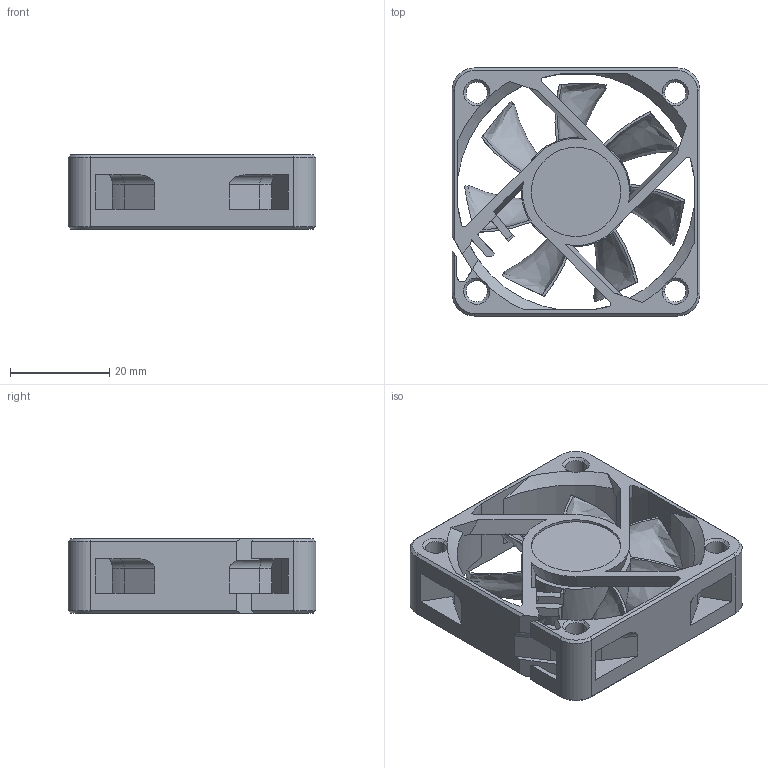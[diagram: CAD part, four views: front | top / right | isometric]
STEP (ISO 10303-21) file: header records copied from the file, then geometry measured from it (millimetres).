
FILE_DESCRIPTION (( 'STEP AP214' ), '1' );
FILE_NAME ('SUNON Fan 50x50x15 mm.STEP', '2019-09-06T16:11:31', ( '' ), ( '' ), 'SwSTEP 2.0', 'SolidWorks 2017', '' );
FILE_SCHEMA (( 'AUTOMOTIVE_DESIGN' ));
Length unit declared in the file: millimetre
Products named in the file (3): Fan-Sunont_50x50x15mm; Fan Wheel; SUNON Fan 50x50x15 mm
Assembly tree (2 placements, depth 2):
  SUNON Fan 50x50x15 mm
    Fan Wheel
    Fan-Sunont_50x50x15mm
Bounding box: 50 x 50 x 15 mm (x, y, z)
Volume: 9627.2 mm3; surface area: 13716.7 mm2
Topology: 2 solids, 2 shells, 235 faces, 641 edges, 408 vertices
Faces by surface type: plane 115, cylinder 50, cone 37, bspline 21, torus 12
Entity records: 8446 total; most frequent: CARTESIAN_POINT 2414, ORIENTED_EDGE 1282, DIRECTION 1217, EDGE_CURVE 641, AXIS2_PLACEMENT_3D 435, VERTEX_POINT 408, VECTOR 347, LINE 347
